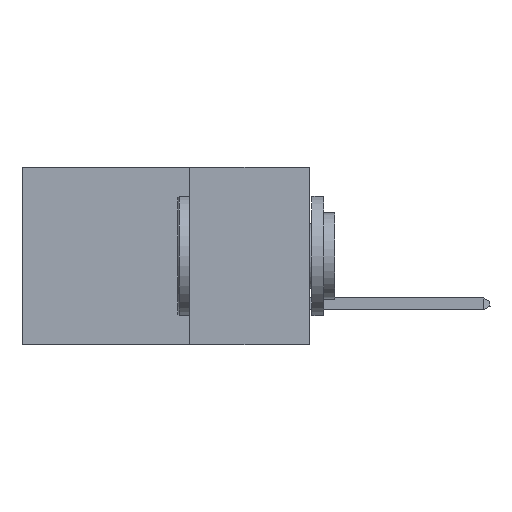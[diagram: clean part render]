
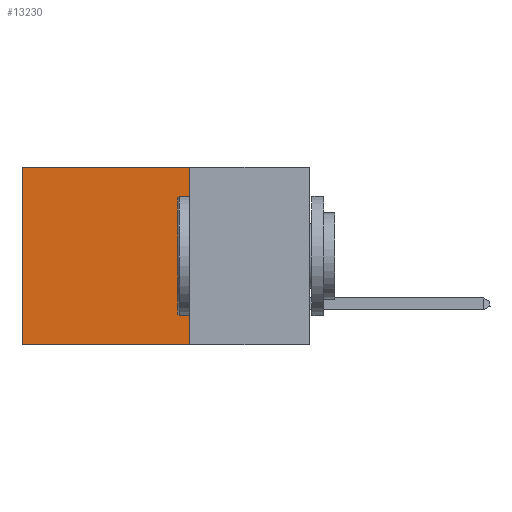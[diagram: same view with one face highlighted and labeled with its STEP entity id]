
A CAD part, left-side view. The second image highlights one B-rep face of the part: STEP entity #13230.
In plain terms, the highlighted planar face has unit normal (-1, 0, 0).
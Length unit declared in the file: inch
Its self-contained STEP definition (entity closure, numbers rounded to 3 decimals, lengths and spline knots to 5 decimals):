
#1524 = DIRECTION ( 'NONE',  ( 0., 0., -1. ) ) ;
#2163 = DIRECTION ( 'NONE',  ( 0., 0., -1. ) ) ;
#2514 = ORIENTED_EDGE ( 'NONE', *, *, #5068, .T. ) ;
#2737 = CARTESIAN_POINT ( 'NONE',  ( 0.2875, 0.25, 0. ) ) ;
#4033 = LINE ( 'NONE', #22024, #8180 ) ;
#5068 = EDGE_CURVE ( 'NONE', #23929, #30602, #4033, .T. ) ;
#6419 = DIRECTION ( 'NONE',  ( 0., 0., -1. ) ) ;
#7831 = VECTOR ( 'NONE', #31071, 39.37008 ) ;
#8180 = VECTOR ( 'NONE', #2163, 39.37008 ) ;
#10121 = ORIENTED_EDGE ( 'NONE', *, *, #15381, .F. ) ;
#11078 = DIRECTION ( 'NONE',  ( 0., 1., 0. ) ) ;
#13230 = ADVANCED_FACE ( 'NONE', ( #22503 ), #36176, .F. ) ;
#13458 = LINE ( 'NONE', #37070, #34609 ) ;
#13472 = AXIS2_PLACEMENT_3D ( 'NONE', #42592, #26659, #6419 ) ;
#14060 = CARTESIAN_POINT ( 'NONE',  ( 0.2875, 0.6, 0. ) ) ;
#15381 = EDGE_CURVE ( 'NONE', #37131, #30602, #19195, .T. ) ;
#18029 = CARTESIAN_POINT ( 'NONE',  ( 0.2875, 0.25, 0. ) ) ;
#19195 = LINE ( 'NONE', #31209, #7831 ) ;
#19733 = CARTESIAN_POINT ( 'NONE',  ( 0.2875, 0.25, -0.37 ) ) ;
#22024 = CARTESIAN_POINT ( 'NONE',  ( 0.2875, 0.6, 0. ) ) ;
#22503 = FACE_OUTER_BOUND ( 'NONE', #32032, .T. ) ;
#23929 = VERTEX_POINT ( 'NONE', #14060 ) ;
#26527 = ORIENTED_EDGE ( 'NONE', *, *, #37876, .F. ) ;
#26659 = DIRECTION ( 'NONE',  ( 1., 0., 0. ) ) ;
#27360 = CARTESIAN_POINT ( 'NONE',  ( 0.2875, 0.6, -0.37 ) ) ;
#28962 = VERTEX_POINT ( 'NONE', #2737 ) ;
#29869 = ORIENTED_EDGE ( 'NONE', *, *, #33481, .T. ) ;
#30602 = VERTEX_POINT ( 'NONE', #27360 ) ;
#31071 = DIRECTION ( 'NONE',  ( 0., 1., 0. ) ) ;
#31209 = CARTESIAN_POINT ( 'NONE',  ( 0.2875, 0.25, -0.37 ) ) ;
#32032 = EDGE_LOOP ( 'NONE', ( #2514, #10121, #26527, #29869 ) ) ;
#33481 = EDGE_CURVE ( 'NONE', #28962, #23929, #13458, .T. ) ;
#34138 = LINE ( 'NONE', #18029, #40819 ) ;
#34609 = VECTOR ( 'NONE', #11078, 39.37008 ) ;
#36176 = PLANE ( 'NONE',  #13472 ) ;
#37070 = CARTESIAN_POINT ( 'NONE',  ( 0.2875, 0.25, 0. ) ) ;
#37131 = VERTEX_POINT ( 'NONE', #19733 ) ;
#37876 = EDGE_CURVE ( 'NONE', #28962, #37131, #34138, .T. ) ;
#40819 = VECTOR ( 'NONE', #1524, 39.37008 ) ;
#42592 = CARTESIAN_POINT ( 'NONE',  ( 0.2875, 0.25, 0. ) ) ;
